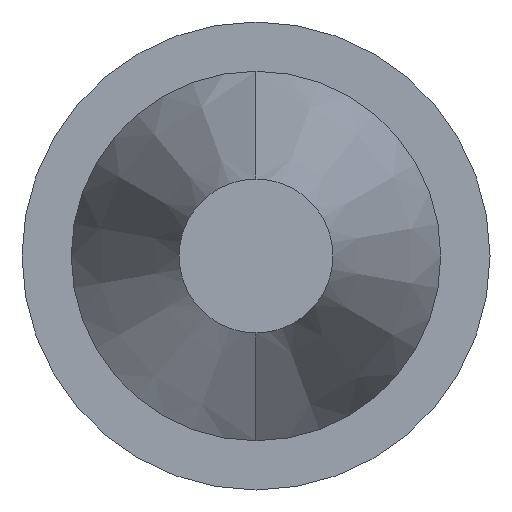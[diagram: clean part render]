
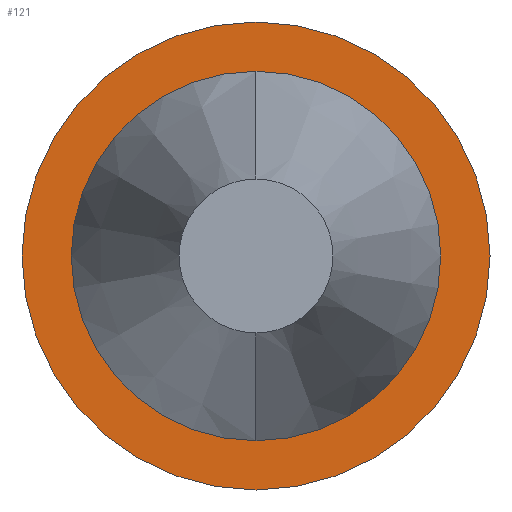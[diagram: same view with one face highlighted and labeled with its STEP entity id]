
A CAD part, front view. The second image highlights one B-rep face of the part: STEP entity #121.
In plain terms, the highlighted planar face has unit normal (0, -1, 0).
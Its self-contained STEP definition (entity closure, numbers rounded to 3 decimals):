
#30 = AXIS2_PLACEMENT_3D ( 'NONE', #785, #230, #485 ) ;
#32 = DIRECTION ( 'NONE',  ( 0., 0., 1. ) ) ;
#68 = CARTESIAN_POINT ( 'NONE',  ( 0., 44., 2. ) ) ;
#85 = DIRECTION ( 'NONE',  ( 0., 0., 1. ) ) ;
#121 = ADVANCED_FACE ( 'Defeature ausgef�hrt2_2', ( #295, #249 ), #913, .F. ) ;
#143 = AXIS2_PLACEMENT_3D ( 'NONE', #279, #735, #85 ) ;
#192 = AXIS2_PLACEMENT_3D ( 'NONE', #1197, #1012, #1191 ) ;
#213 = DIRECTION ( 'NONE',  ( 0., 0., 1. ) ) ;
#219 = ORIENTED_EDGE ( 'NONE', *, *, #384, .T. ) ;
#230 = DIRECTION ( 'NONE',  ( 0., 1., 0. ) ) ;
#234 = CIRCLE ( 'NONE', #654, 2. ) ;
#249 = FACE_OUTER_BOUND ( 'NONE', #1128, .T. ) ;
#279 = CARTESIAN_POINT ( 'NONE',  ( 0., 44., 0. ) ) ;
#295 = FACE_BOUND ( 'NONE', #578, .T. ) ;
#384 = EDGE_CURVE ( 'Defeature ausgef�hrt2_2+Defeature ausgef�hrt2_3+Defeature ausgef�hrt2_3+Defeature ausgef�hrt2_3', #548, #1104, #918, .T. ) ;
#435 = VERTEX_POINT ( 'NONE', #1199 ) ;
#452 = ORIENTED_EDGE ( 'NONE', *, *, #972, .F. ) ;
#485 = DIRECTION ( 'NONE',  ( 0., 0., 1. ) ) ;
#486 = EDGE_CURVE ( 'Defeature ausgef�hrt2_1+Defeature ausgef�hrt2_2+Defeature ausgef�hrt2_2+Defeature ausgef�hrt2_2', #435, #1006, #814, .T. ) ;
#548 = VERTEX_POINT ( 'NONE', #560 ) ;
#560 = CARTESIAN_POINT ( 'NONE',  ( 0., 44., -2. ) ) ;
#563 = CIRCLE ( 'NONE', #874, 3.8 ) ;
#578 = EDGE_LOOP ( 'NONE', ( #706, #219 ) ) ;
#582 = CARTESIAN_POINT ( 'NONE',  ( 0., 44., 0. ) ) ;
#601 = EDGE_CURVE ( 'Defeature ausgef�hrt2_2+Defeature ausgef�hrt2_3+Defeature ausgef�hrt2_3+Defeature ausgef�hrt2_3', #1104, #548, #234, .T. ) ;
#614 = CARTESIAN_POINT ( 'NONE',  ( 0., 44., 3.8 ) ) ;
#654 = AXIS2_PLACEMENT_3D ( 'NONE', #582, #1154, #213 ) ;
#706 = ORIENTED_EDGE ( 'NONE', *, *, #601, .T. ) ;
#735 = DIRECTION ( 'NONE',  ( 0., 1., 0. ) ) ;
#785 = CARTESIAN_POINT ( 'NONE',  ( 0., 44., 0. ) ) ;
#814 = CIRCLE ( 'NONE', #143, 3.8 ) ;
#874 = AXIS2_PLACEMENT_3D ( 'NONE', #901, #1090, #32 ) ;
#901 = CARTESIAN_POINT ( 'NONE',  ( 0., 44., 0. ) ) ;
#913 = PLANE ( 'NONE',  #192 ) ;
#918 = CIRCLE ( 'NONE', #30, 2. ) ;
#972 = EDGE_CURVE ( 'Defeature ausgef�hrt2_1+Defeature ausgef�hrt2_2+Defeature ausgef�hrt2_2+Defeature ausgef�hrt2_2', #1006, #435, #563, .T. ) ;
#1006 = VERTEX_POINT ( 'NONE', #614 ) ;
#1012 = DIRECTION ( 'NONE',  ( 0., 1., 0. ) ) ;
#1090 = DIRECTION ( 'NONE',  ( 0., 1., 0. ) ) ;
#1104 = VERTEX_POINT ( 'NONE', #68 ) ;
#1126 = ORIENTED_EDGE ( 'NONE', *, *, #486, .F. ) ;
#1128 = EDGE_LOOP ( 'NONE', ( #1126, #452 ) ) ;
#1154 = DIRECTION ( 'NONE',  ( 0., 1., 0. ) ) ;
#1191 = DIRECTION ( 'NONE',  ( 0., 0., 1. ) ) ;
#1197 = CARTESIAN_POINT ( 'NONE',  ( 0., 44., 0. ) ) ;
#1199 = CARTESIAN_POINT ( 'NONE',  ( 0., 44., -3.8 ) ) ;
